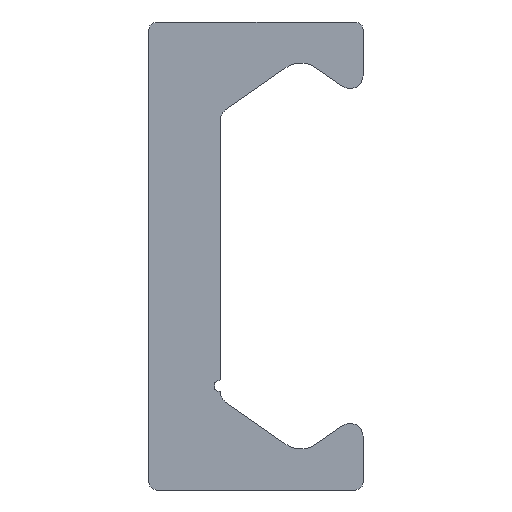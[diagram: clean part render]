
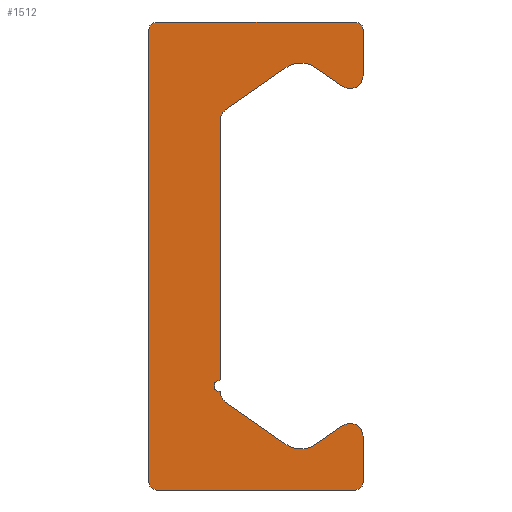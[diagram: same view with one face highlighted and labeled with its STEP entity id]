
A CAD part, left-side view. The second image highlights one B-rep face of the part: STEP entity #1512.
In plain terms, the highlighted planar face has unit normal (-1, 0, 0).
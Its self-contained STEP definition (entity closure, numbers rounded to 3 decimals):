
#627=CARTESIAN_POINT('',(0.0,1.375,5.214));
#628=VERTEX_POINT('',#627);
#635=CARTESIAN_POINT('',(0.0,1.375,-4.75));
#636=VERTEX_POINT('',#635);
#637=CARTESIAN_POINT('',(0.0,1.375,5.214));
#638=DIRECTION('',(0.0,0.0,-1.0));
#639=VECTOR('',#638,9.964);
#640=LINE('',#637,#639);
#641=EDGE_CURVE('',#628,#636,#640,.T.);
#799=CARTESIAN_POINT('',(0.0,3.825,-9.));
#800=VERTEX_POINT('',#799);
#807=CARTESIAN_POINT('',(0.0,4.125,-8.7));
#808=VERTEX_POINT('',#807);
#809=CARTESIAN_POINT('',(0.0,3.825,-8.7));
#810=DIRECTION('',(1.0,0.0,0.0));
#811=DIRECTION('',(0.0,0.0,-1.0));
#812=AXIS2_PLACEMENT_3D('',#809,#810,#811);
#813=CIRCLE('',#812,0.3);
#814=EDGE_CURVE('',#800,#808,#813,.T.);
#838=CARTESIAN_POINT('',(0.0,-3.825,-9.));
#839=VERTEX_POINT('',#838);
#846=CARTESIAN_POINT('',(0.0,-3.825,-9.));
#847=DIRECTION('',(0.0,1.0,0.0));
#848=VECTOR('',#847,7.65);
#849=LINE('',#846,#848);
#850=EDGE_CURVE('',#839,#800,#849,.T.);
#870=CARTESIAN_POINT('',(0.0,-4.125,-8.7));
#871=VERTEX_POINT('',#870);
#878=CARTESIAN_POINT('',(0.0,-3.825,-8.7));
#879=DIRECTION('',(1.0,0.0,0.0));
#880=DIRECTION('',(0.0,-1.0,0.0));
#881=AXIS2_PLACEMENT_3D('',#878,#879,#880);
#882=CIRCLE('',#881,0.3);
#883=EDGE_CURVE('',#871,#839,#882,.T.);
#902=CARTESIAN_POINT('',(0.0,-4.125,-6.925));
#903=VERTEX_POINT('',#902);
#910=CARTESIAN_POINT('',(0.0,-4.125,-6.925));
#911=DIRECTION('',(0.0,0.0,-1.0));
#912=VECTOR('',#911,1.775);
#913=LINE('',#910,#912);
#914=EDGE_CURVE('',#903,#871,#913,.T.);
#934=CARTESIAN_POINT('',(0.0,-3.338,-6.515));
#935=VERTEX_POINT('',#934);
#942=CARTESIAN_POINT('',(0.0,-3.625,-6.925));
#943=DIRECTION('',(1.0,0.0,0.0));
#944=DIRECTION('',(0.0,0.574,0.819));
#945=AXIS2_PLACEMENT_3D('',#942,#943,#944);
#946=CIRCLE('',#945,0.5);
#947=EDGE_CURVE('',#935,#903,#946,.T.);
#966=CARTESIAN_POINT('',(0.0,-2.299,-7.243));
#967=VERTEX_POINT('',#966);
#974=CARTESIAN_POINT('',(0.0,-2.299,-7.243));
#975=DIRECTION('',(0.0,-0.819,0.574));
#976=VECTOR('',#975,1.269);
#977=LINE('',#974,#976);
#978=EDGE_CURVE('',#967,#935,#977,.T.);
#998=CARTESIAN_POINT('',(0.0,-1.151,-7.243));
#999=VERTEX_POINT('',#998);
#1006=CARTESIAN_POINT('',(0.0,-1.725,-6.424));
#1007=DIRECTION('',(-1.0,0.0,0.0));
#1008=DIRECTION('',(0.0,0.574,0.819));
#1009=AXIS2_PLACEMENT_3D('',#1006,#1007,#1008);
#1010=CIRCLE('',#1009,1.0);
#1011=EDGE_CURVE('',#999,#967,#1010,.T.);
#1030=CARTESIAN_POINT('',(0.0,1.162,-5.624));
#1031=VERTEX_POINT('',#1030);
#1038=CARTESIAN_POINT('',(0.0,1.162,-5.624));
#1039=DIRECTION('',(0.0,-0.819,-0.574));
#1040=VECTOR('',#1039,2.824);
#1041=LINE('',#1038,#1040);
#1042=EDGE_CURVE('',#1031,#999,#1041,.T.);
#1062=CARTESIAN_POINT('',(0.0,1.375,-5.214));
#1063=VERTEX_POINT('',#1062);
#1070=CARTESIAN_POINT('',(0.0,0.875,-5.214));
#1071=DIRECTION('',(-1.0,0.0,0.0));
#1072=DIRECTION('',(0.0,-0.574,0.819));
#1073=AXIS2_PLACEMENT_3D('',#1070,#1071,#1072);
#1074=CIRCLE('',#1073,0.5);
#1075=EDGE_CURVE('',#1063,#1031,#1074,.T.);
#1094=CARTESIAN_POINT('',(0.0,1.375,-5.25));
#1095=VERTEX_POINT('',#1094);
#1102=CARTESIAN_POINT('',(0.0,1.375,-5.25));
#1103=DIRECTION('',(0.0,0.0,1.0));
#1104=VECTOR('',#1103,0.036);
#1105=LINE('',#1102,#1104);
#1106=EDGE_CURVE('',#1095,#1063,#1105,.T.);
#1134=CARTESIAN_POINT('',(0.0,1.375,-5.0));
#1135=DIRECTION('',(-1.0,0.0,0.0));
#1136=DIRECTION('',(0.0,0.0,1.0));
#1137=AXIS2_PLACEMENT_3D('',#1134,#1135,#1136);
#1138=CIRCLE('',#1137,0.25);
#1139=EDGE_CURVE('',#636,#1095,#1138,.T.);
#1159=CARTESIAN_POINT('',(0.0,1.162,5.624));
#1160=VERTEX_POINT('',#1159);
#1167=CARTESIAN_POINT('',(0.0,0.875,5.214));
#1168=DIRECTION('',(-1.0,0.0,0.0));
#1169=DIRECTION('',(0.0,-1.0,0.0));
#1170=AXIS2_PLACEMENT_3D('',#1167,#1168,#1169);
#1171=CIRCLE('',#1170,0.5);
#1172=EDGE_CURVE('',#1160,#628,#1171,.T.);
#1191=CARTESIAN_POINT('',(0.0,-1.151,7.243));
#1192=VERTEX_POINT('',#1191);
#1199=CARTESIAN_POINT('',(0.0,-1.151,7.243));
#1200=DIRECTION('',(0.0,0.819,-0.574));
#1201=VECTOR('',#1200,2.824);
#1202=LINE('',#1199,#1201);
#1203=EDGE_CURVE('',#1192,#1160,#1202,.T.);
#1223=CARTESIAN_POINT('',(0.0,-2.299,7.243));
#1224=VERTEX_POINT('',#1223);
#1231=CARTESIAN_POINT('',(0.0,-1.725,6.424));
#1232=DIRECTION('',(-1.0,0.0,0.0));
#1233=DIRECTION('',(0.0,-0.574,-0.819));
#1234=AXIS2_PLACEMENT_3D('',#1231,#1232,#1233);
#1235=CIRCLE('',#1234,1.0);
#1236=EDGE_CURVE('',#1224,#1192,#1235,.T.);
#1255=CARTESIAN_POINT('',(0.0,-3.338,6.515));
#1256=VERTEX_POINT('',#1255);
#1263=CARTESIAN_POINT('',(0.0,-3.338,6.515));
#1264=DIRECTION('',(0.0,0.819,0.574));
#1265=VECTOR('',#1264,1.269);
#1266=LINE('',#1263,#1265);
#1267=EDGE_CURVE('',#1256,#1224,#1266,.T.);
#1287=CARTESIAN_POINT('',(0.0,-4.125,6.925));
#1288=VERTEX_POINT('',#1287);
#1295=CARTESIAN_POINT('',(0.0,-3.625,6.925));
#1296=DIRECTION('',(1.0,0.0,0.0));
#1297=DIRECTION('',(0.0,-1.0,0.0));
#1298=AXIS2_PLACEMENT_3D('',#1295,#1296,#1297);
#1299=CIRCLE('',#1298,0.5);
#1300=EDGE_CURVE('',#1288,#1256,#1299,.T.);
#1319=CARTESIAN_POINT('',(0.0,-4.125,8.7));
#1320=VERTEX_POINT('',#1319);
#1327=CARTESIAN_POINT('',(0.0,-4.125,8.7));
#1328=DIRECTION('',(0.0,0.0,-1.0));
#1329=VECTOR('',#1328,1.775);
#1330=LINE('',#1327,#1329);
#1331=EDGE_CURVE('',#1320,#1288,#1330,.T.);
#1351=CARTESIAN_POINT('',(0.0,-3.825,9.));
#1352=VERTEX_POINT('',#1351);
#1359=CARTESIAN_POINT('',(0.0,-3.825,8.7));
#1360=DIRECTION('',(1.0,0.0,0.0));
#1361=DIRECTION('',(0.0,0.0,1.0));
#1362=AXIS2_PLACEMENT_3D('',#1359,#1360,#1361);
#1363=CIRCLE('',#1362,0.3);
#1364=EDGE_CURVE('',#1352,#1320,#1363,.T.);
#1383=CARTESIAN_POINT('',(0.0,3.825,9.));
#1384=VERTEX_POINT('',#1383);
#1391=CARTESIAN_POINT('',(0.0,3.825,9.));
#1392=DIRECTION('',(0.0,-1.0,0.0));
#1393=VECTOR('',#1392,7.65);
#1394=LINE('',#1391,#1393);
#1395=EDGE_CURVE('',#1384,#1352,#1394,.T.);
#1415=CARTESIAN_POINT('',(0.0,4.125,8.7));
#1416=VERTEX_POINT('',#1415);
#1423=CARTESIAN_POINT('',(0.0,3.825,8.7));
#1424=DIRECTION('',(1.0,0.0,0.0));
#1425=DIRECTION('',(0.0,1.0,0.0));
#1426=AXIS2_PLACEMENT_3D('',#1423,#1424,#1425);
#1427=CIRCLE('',#1426,0.3);
#1428=EDGE_CURVE('',#1416,#1384,#1427,.T.);
#1446=CARTESIAN_POINT('',(0.0,4.125,-8.7));
#1447=DIRECTION('',(0.0,0.0,1.0));
#1448=VECTOR('',#1447,17.4);
#1449=LINE('',#1446,#1448);
#1450=EDGE_CURVE('',#808,#1416,#1449,.T.);
#1483=CARTESIAN_POINT('',(0.0,0.856,-0.029));
#1484=DIRECTION('',(1.0,0.0,0.0));
#1485=DIRECTION('',(0.0,0.0,-1.0));
#1486=AXIS2_PLACEMENT_3D('',#1483,#1484,#1485);
#1487=PLANE('',#1486);
#1488=ORIENTED_EDGE('',*,*,#1450,.F.);
#1489=ORIENTED_EDGE('',*,*,#814,.F.);
#1490=ORIENTED_EDGE('',*,*,#850,.F.);
#1491=ORIENTED_EDGE('',*,*,#883,.F.);
#1492=ORIENTED_EDGE('',*,*,#914,.F.);
#1493=ORIENTED_EDGE('',*,*,#947,.F.);
#1494=ORIENTED_EDGE('',*,*,#978,.F.);
#1495=ORIENTED_EDGE('',*,*,#1011,.F.);
#1496=ORIENTED_EDGE('',*,*,#1042,.F.);
#1497=ORIENTED_EDGE('',*,*,#1075,.F.);
#1498=ORIENTED_EDGE('',*,*,#1106,.F.);
#1499=ORIENTED_EDGE('',*,*,#1139,.F.);
#1500=ORIENTED_EDGE('',*,*,#641,.F.);
#1501=ORIENTED_EDGE('',*,*,#1172,.F.);
#1502=ORIENTED_EDGE('',*,*,#1203,.F.);
#1503=ORIENTED_EDGE('',*,*,#1236,.F.);
#1504=ORIENTED_EDGE('',*,*,#1267,.F.);
#1505=ORIENTED_EDGE('',*,*,#1300,.F.);
#1506=ORIENTED_EDGE('',*,*,#1331,.F.);
#1507=ORIENTED_EDGE('',*,*,#1364,.F.);
#1508=ORIENTED_EDGE('',*,*,#1395,.F.);
#1509=ORIENTED_EDGE('',*,*,#1428,.F.);
#1510=EDGE_LOOP('',(#1488,#1489,#1490,#1491,#1492,#1493,#1494,#1495,#1496,#1497,#1498,#1499,#1500,#1501,#1502,#1503,#1504,#1505,#1506,#1507,#1508,#1509));
#1511=FACE_OUTER_BOUND('',#1510,.T.);
#1512=ADVANCED_FACE('',(#1511),#1487,.F.);
